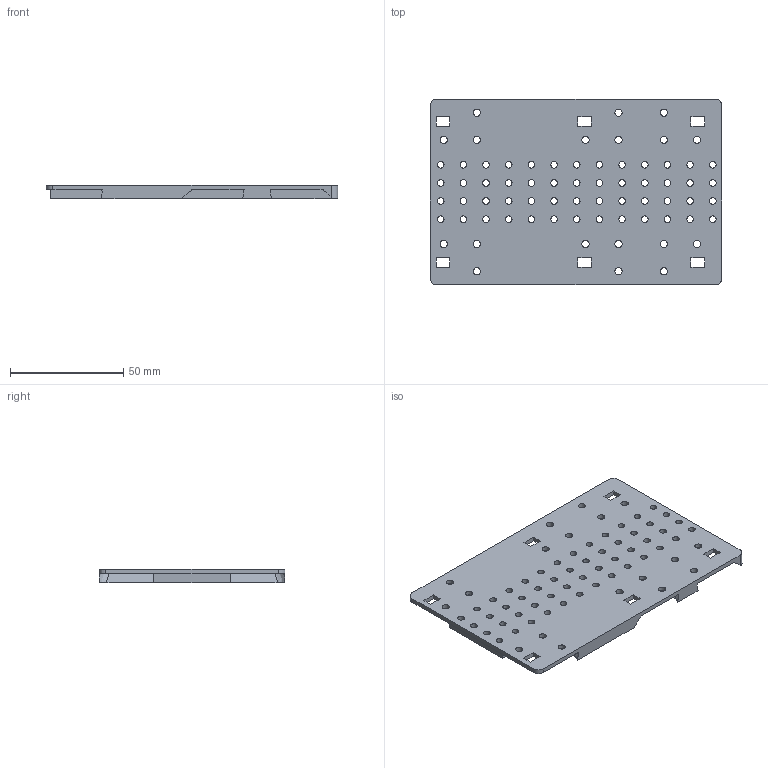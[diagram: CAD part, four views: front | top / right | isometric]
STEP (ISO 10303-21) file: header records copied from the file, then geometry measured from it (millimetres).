
FILE_DESCRIPTION(/* description */ (''),/* implementation_level */ '2;1');
FILE_NAME(/* name */ 'base.step',/* time_stamp */ '2025-02-17T20:30:10+03:00',/* author */ (''),/* organization */ (''),/* preprocessor_version */ 'ST-DEVELOPER v20',/* originating_system */ 'Autodesk Translation Framework v13.20.0.188',/* authorisation */ '');
FILE_SCHEMA (('AUTOMOTIVE_DESIGN { 1 0 10303 214 3 1 1 }'));
Length unit declared in the file: millimetre
Products named in the file (1): caretaker
Bounding box: 128.67 x 81.98 x 6 mm (x, y, z)
Volume: 44093.3 mm3; surface area: 26978.1 mm2
Topology: 1 solids, 1 shells, 152 faces, 450 edges, 300 vertices
Faces by surface type: cylinder 74, plane 64, bspline 14
Full cylindrical faces by diameter (mm): 2.9 x52, 3.2 x18
Entity records: 6090 total; most frequent: CARTESIAN_POINT 1697, ORIENTED_EDGE 900, DIRECTION 814, EDGE_CURVE 450, EDGE_LOOP 304, VERTEX_POINT 300, AXIS2_PLACEMENT_3D 287, LINE 240
